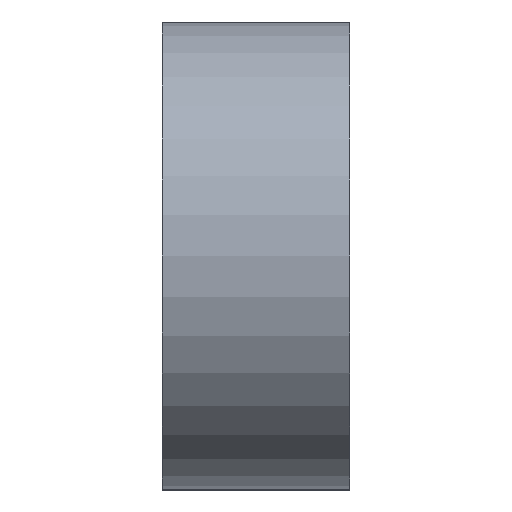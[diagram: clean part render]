
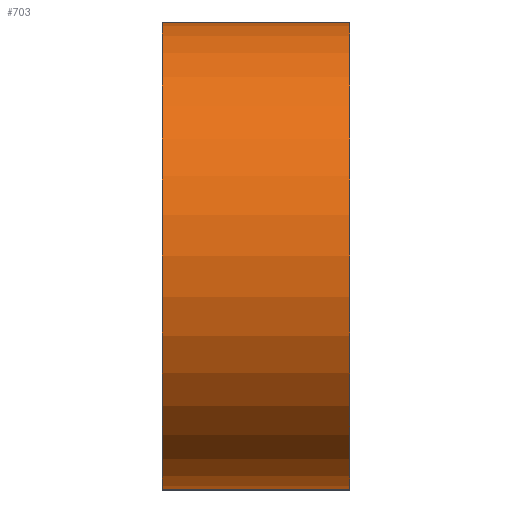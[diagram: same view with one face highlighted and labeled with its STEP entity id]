
A CAD part, left-side view. The second image highlights one B-rep face of the part: STEP entity #703.
In plain terms, the highlighted cylindrical face has radius 12.5 mm (diameter 25 mm), a partial arc.
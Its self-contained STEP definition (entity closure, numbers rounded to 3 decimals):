
#10 = CYLINDRICAL_SURFACE ( 'NONE', #28, 12.5 ) ;
#25 = EDGE_CURVE ( 'NONE', #218, #162, #325, .T. ) ;
#28 = AXIS2_PLACEMENT_3D ( 'NONE', #772, #107, #163 ) ;
#46 = CARTESIAN_POINT ( 'NONE',  ( -65., 10., 0. ) ) ;
#87 = AXIS2_PLACEMENT_3D ( 'NONE', #46, #645, #546 ) ;
#107 = DIRECTION ( 'NONE',  ( 0., -1., 0. ) ) ;
#126 = FACE_OUTER_BOUND ( 'NONE', #599, .T. ) ;
#155 = EDGE_CURVE ( 'NONE', #256, #218, #255, .T. ) ;
#162 = VERTEX_POINT ( 'NONE', #340 ) ;
#163 = DIRECTION ( 'NONE',  ( 0., 0., -1. ) ) ;
#171 = CARTESIAN_POINT ( 'NONE',  ( -65., 0., -12.5 ) ) ;
#207 = VECTOR ( 'NONE', #331, 1000. ) ;
#209 = VERTEX_POINT ( 'NONE', #171 ) ;
#215 = CARTESIAN_POINT ( 'NONE',  ( -65., 10., -12.5 ) ) ;
#218 = VERTEX_POINT ( 'NONE', #493 ) ;
#244 = CARTESIAN_POINT ( 'NONE',  ( -65., 0., 0. ) ) ;
#255 = CIRCLE ( 'NONE', #87, 12.5 ) ;
#256 = VERTEX_POINT ( 'NONE', #617 ) ;
#325 = LINE ( 'NONE', #644, #207 ) ;
#331 = DIRECTION ( 'NONE',  ( 0., -1., 0. ) ) ;
#340 = CARTESIAN_POINT ( 'NONE',  ( -65., 0., 12.5 ) ) ;
#444 = AXIS2_PLACEMENT_3D ( 'NONE', #244, #500, #727 ) ;
#470 = ORIENTED_EDGE ( 'NONE', *, *, #25, .F. ) ;
#493 = CARTESIAN_POINT ( 'NONE',  ( -65., 10., 12.5 ) ) ;
#500 = DIRECTION ( 'NONE',  ( 0., 1., 0. ) ) ;
#519 = ORIENTED_EDGE ( 'NONE', *, *, #776, .T. ) ;
#546 = DIRECTION ( 'NONE',  ( 0., 0., 1. ) ) ;
#554 = VECTOR ( 'NONE', #588, 1000. ) ;
#571 = ORIENTED_EDGE ( 'NONE', *, *, #623, .T. ) ;
#588 = DIRECTION ( 'NONE',  ( 0., -1., 0. ) ) ;
#599 = EDGE_LOOP ( 'NONE', ( #519, #470, #789, #571 ) ) ;
#617 = CARTESIAN_POINT ( 'NONE',  ( -65., 10., -12.5 ) ) ;
#623 = EDGE_CURVE ( 'NONE', #256, #209, #711, .T. ) ;
#638 = CIRCLE ( 'NONE', #444, 12.5 ) ;
#644 = CARTESIAN_POINT ( 'NONE',  ( -65., 10., 12.5 ) ) ;
#645 = DIRECTION ( 'NONE',  ( 0., 1., 0. ) ) ;
#703 = ADVANCED_FACE ( 'NONE', ( #126 ), #10, .T. ) ;
#711 = LINE ( 'NONE', #215, #554 ) ;
#727 = DIRECTION ( 'NONE',  ( 0., 0., 1. ) ) ;
#772 = CARTESIAN_POINT ( 'NONE',  ( -65., 10., 0. ) ) ;
#776 = EDGE_CURVE ( 'NONE', #209, #162, #638, .T. ) ;
#789 = ORIENTED_EDGE ( 'NONE', *, *, #155, .F. ) ;
